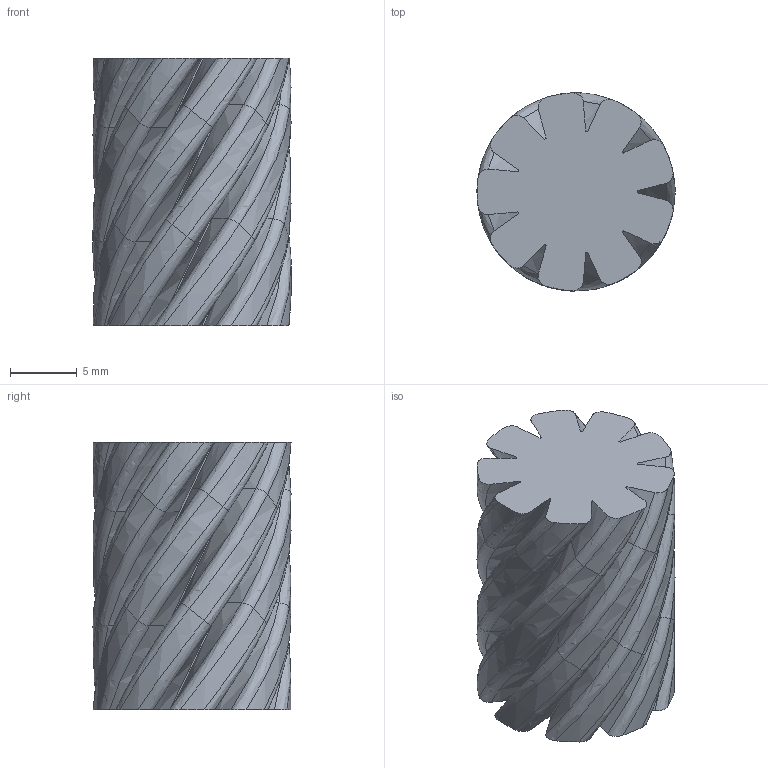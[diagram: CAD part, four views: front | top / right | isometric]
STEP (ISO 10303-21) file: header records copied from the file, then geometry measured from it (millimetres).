
FILE_DESCRIPTION(/* description */ (''),/* implementation_level */ '2;1');
FILE_NAME(/* name */ 'Nut die.step',/* time_stamp */ '2016-10-15T17:06:50+11:00',/* author */ (''),/* organization */ (''),/* preprocessor_version */ 'ST-DEVELOPER v16.5',/* originating_system */ 'Autodesk Translation Framework v5.2.0.2031',/* authorisation */ '');
FILE_SCHEMA (('AUTOMOTIVE_DESIGN { 1 0 10303 214 3 1 1 }'));
Length unit declared in the file: centimetre
Products named in the file (1): Open Inspired Pirahna v13_Nut die v2
Bounding box: 14.83 x 14.83 x 20 mm (x, y, z)
Volume: 2961.4 mm3; surface area: 2069.7 mm2
Topology: 1 solids, 1 shells, 146 faces, 360 edges, 216 vertices
Faces by surface type: bspline 135, cylinder 9, plane 2
Entity records: 7680 total; most frequent: CARTESIAN_POINT 4944, ORIENTED_EDGE 720, EDGE_CURVE 360, DIRECTION 294, VERTEX_POINT 216, B_SPLINE_CURVE_WITH_KNOTS 198, FACE_OUTER_BOUND 146, EDGE_LOOP 146
